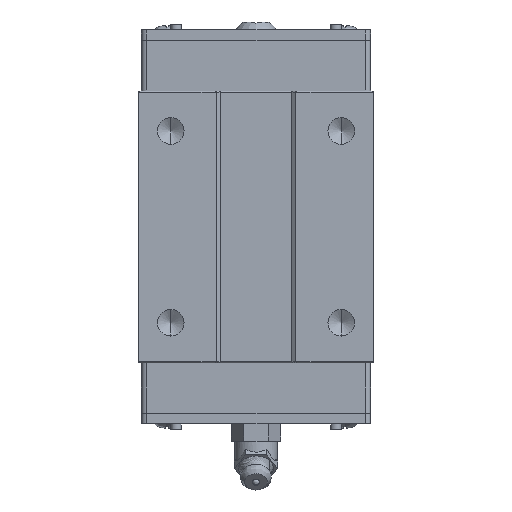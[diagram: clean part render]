
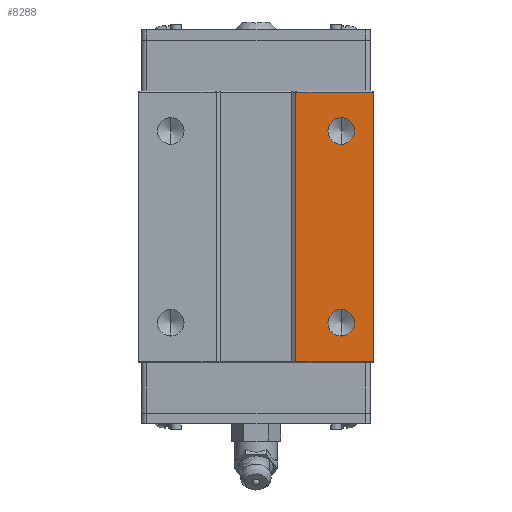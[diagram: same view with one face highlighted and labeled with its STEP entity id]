
A CAD part, front view. The second image highlights one B-rep face of the part: STEP entity #8288.
In plain terms, the highlighted planar face has unit normal (0, -1, 0).
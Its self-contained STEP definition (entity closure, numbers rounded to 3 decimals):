
#2 = LINE ( 'NONE', #15728, #16744 ) ;
#9 = CARTESIAN_POINT ( 'NONE',  ( 16., -13., -15.5 ) ) ;
#16 = CARTESIAN_POINT ( 'NONE',  ( 16., -13., -18. ) ) ;
#202 = EDGE_CURVE ( 'NONE', #2975, #19923, #16107, .T. ) ;
#369 = VECTOR ( 'NONE', #14100, 1000. ) ;
#958 = EDGE_CURVE ( 'NONE', #19923, #12113, #7051, .T. ) ;
#1328 = AXIS2_PLACEMENT_3D ( 'NONE', #17041, #12202, #18885 ) ;
#1642 = EDGE_CURVE ( 'NONE', #19550, #21206, #9073, .T. ) ;
#2585 = CIRCLE ( 'NONE', #4807, 2.5 ) ;
#2975 = VERTEX_POINT ( 'NONE', #13223 ) ;
#3052 = PLANE ( 'NONE',  #20941 ) ;
#3555 = EDGE_CURVE ( 'NONE', #20183, #22367, #16921, .T. ) ;
#3759 = EDGE_CURVE ( 'NONE', #14287, #2975, #9802, .T. ) ;
#4085 = ORIENTED_EDGE ( 'NONE', *, *, #958, .F. ) ;
#4659 = AXIS2_PLACEMENT_3D ( 'NONE', #5924, #14595, #22077 ) ;
#4807 = AXIS2_PLACEMENT_3D ( 'NONE', #16, #20834, #6729 ) ;
#5924 = CARTESIAN_POINT ( 'NONE',  ( 16., -13., 18. ) ) ;
#5994 = DIRECTION ( 'NONE',  ( -1., 0., 0. ) ) ;
#6729 = DIRECTION ( 'NONE',  ( 0., 0., -1. ) ) ;
#7051 = LINE ( 'NONE', #19620, #369 ) ;
#8288 = ADVANCED_FACE ( 'NONE', ( #13812, #15427, #17373 ), #3052, .F. ) ;
#8404 = CARTESIAN_POINT ( 'NONE',  ( 16., -13., 20.5 ) ) ;
#8594 = EDGE_LOOP ( 'NONE', ( #10416, #8672 ) ) ;
#8672 = ORIENTED_EDGE ( 'NONE', *, *, #3555, .F. ) ;
#8724 = CARTESIAN_POINT ( 'NONE',  ( 7.5, -13., 0. ) ) ;
#8786 = ORIENTED_EDGE ( 'NONE', *, *, #14014, .T. ) ;
#9073 = CIRCLE ( 'NONE', #4659, 2.5 ) ;
#9323 = EDGE_CURVE ( 'NONE', #21206, #19550, #19749, .T. ) ;
#9496 = EDGE_LOOP ( 'NONE', ( #11903, #12523 ) ) ;
#9802 = LINE ( 'NONE', #16507, #14701 ) ;
#9898 = ORIENTED_EDGE ( 'NONE', *, *, #3759, .F. ) ;
#10416 = ORIENTED_EDGE ( 'NONE', *, *, #18854, .F. ) ;
#10513 = DIRECTION ( 'NONE',  ( 0., -1., 0. ) ) ;
#11903 = ORIENTED_EDGE ( 'NONE', *, *, #9323, .F. ) ;
#11918 = DIRECTION ( 'NONE',  ( 0., 0., -1. ) ) ;
#12081 = CARTESIAN_POINT ( 'NONE',  ( 16., -13., -20.5 ) ) ;
#12113 = VERTEX_POINT ( 'NONE', #12158 ) ;
#12158 = CARTESIAN_POINT ( 'NONE',  ( 22., -13., 25.3 ) ) ;
#12200 = DIRECTION ( 'NONE',  ( 0., 0., 1. ) ) ;
#12202 = DIRECTION ( 'NONE',  ( 0., -1., 0. ) ) ;
#12210 = CARTESIAN_POINT ( 'NONE',  ( 7.5, -13., 25.3 ) ) ;
#12523 = ORIENTED_EDGE ( 'NONE', *, *, #1642, .F. ) ;
#12698 = EDGE_LOOP ( 'NONE', ( #9898, #8786, #4085, #13154 ) ) ;
#12727 = DIRECTION ( 'NONE',  ( 0., 0., 1. ) ) ;
#13154 = ORIENTED_EDGE ( 'NONE', *, *, #202, .F. ) ;
#13223 = CARTESIAN_POINT ( 'NONE',  ( 7.5, -13., -25.3 ) ) ;
#13812 = FACE_OUTER_BOUND ( 'NONE', #12698, .T. ) ;
#13917 = CARTESIAN_POINT ( 'NONE',  ( 0., -13., 0. ) ) ;
#13971 = AXIS2_PLACEMENT_3D ( 'NONE', #17326, #10513, #11918 ) ;
#14014 = EDGE_CURVE ( 'NONE', #14287, #12113, #2, .T. ) ;
#14100 = DIRECTION ( 'NONE',  ( 1., 0., 0. ) ) ;
#14287 = VERTEX_POINT ( 'NONE', #14425 ) ;
#14364 = VECTOR ( 'NONE', #17736, 1000. ) ;
#14425 = CARTESIAN_POINT ( 'NONE',  ( 22., -13., -25.3 ) ) ;
#14595 = DIRECTION ( 'NONE',  ( 0., -1., 0. ) ) ;
#14701 = VECTOR ( 'NONE', #5994, 1000. ) ;
#15427 = FACE_BOUND ( 'NONE', #8594, .T. ) ;
#15728 = CARTESIAN_POINT ( 'NONE',  ( 22., -13., -25.5 ) ) ;
#16107 = LINE ( 'NONE', #8724, #14364 ) ;
#16507 = CARTESIAN_POINT ( 'NONE',  ( -22., -13., -25.3 ) ) ;
#16744 = VECTOR ( 'NONE', #12727, 1000. ) ;
#16921 = CIRCLE ( 'NONE', #13971, 2.5 ) ;
#17041 = CARTESIAN_POINT ( 'NONE',  ( 16., -13., 18. ) ) ;
#17326 = CARTESIAN_POINT ( 'NONE',  ( 16., -13., -18. ) ) ;
#17373 = FACE_BOUND ( 'NONE', #9496, .T. ) ;
#17736 = DIRECTION ( 'NONE',  ( 0., 0., 1. ) ) ;
#18532 = CARTESIAN_POINT ( 'NONE',  ( 16., -13., 15.5 ) ) ;
#18854 = EDGE_CURVE ( 'NONE', #22367, #20183, #2585, .T. ) ;
#18885 = DIRECTION ( 'NONE',  ( 0., 0., -1. ) ) ;
#19550 = VERTEX_POINT ( 'NONE', #8404 ) ;
#19620 = CARTESIAN_POINT ( 'NONE',  ( 0., -13., 25.3 ) ) ;
#19749 = CIRCLE ( 'NONE', #1328, 2.5 ) ;
#19923 = VERTEX_POINT ( 'NONE', #12210 ) ;
#20183 = VERTEX_POINT ( 'NONE', #9 ) ;
#20834 = DIRECTION ( 'NONE',  ( 0., -1., 0. ) ) ;
#20856 = DIRECTION ( 'NONE',  ( 0., 1., 0. ) ) ;
#20941 = AXIS2_PLACEMENT_3D ( 'NONE', #13917, #20856, #12200 ) ;
#21206 = VERTEX_POINT ( 'NONE', #18532 ) ;
#22077 = DIRECTION ( 'NONE',  ( 0., 0., -1. ) ) ;
#22367 = VERTEX_POINT ( 'NONE', #12081 ) ;
